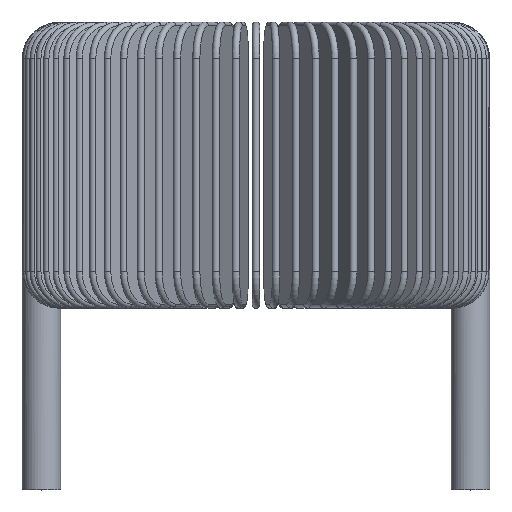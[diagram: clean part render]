
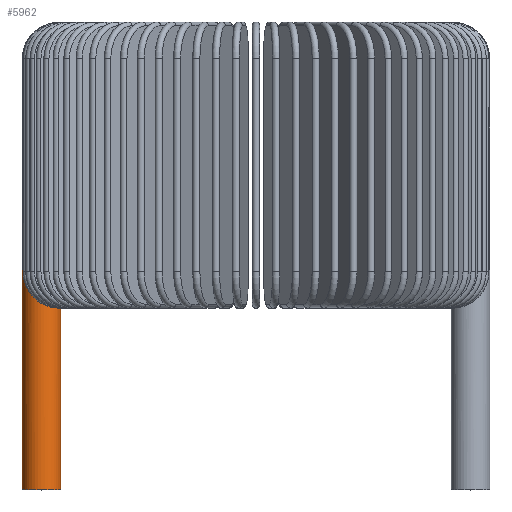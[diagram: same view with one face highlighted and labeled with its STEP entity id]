
A CAD part, top view. The second image highlights one B-rep face of the part: STEP entity #5962.
In plain terms, the highlighted cylindrical face has radius 0.673 mm (diameter 1.346 mm), a partial arc.
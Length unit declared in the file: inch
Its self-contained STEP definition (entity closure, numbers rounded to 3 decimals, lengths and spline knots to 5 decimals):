
#5121=CARTESIAN_POINT('',(-0.295,0.053,0.));
#5122=DIRECTION('',(0.,1.,0.));
#5123=DIRECTION('',(0.69,0.,0.724));
#5124=AXIS2_PLACEMENT_3D('',#5121,#5122,#5123);
#5126=CARTESIAN_POINT('',(-0.295,0.053,0.));
#5127=DIRECTION('',(0.,1.,0.));
#5128=DIRECTION('',(-1.,0.,0.));
#5129=AXIS2_PLACEMENT_3D('',#5126,#5127,#5128);
#5184=DIRECTION('',(0.,-1.,0.));
#5185=VECTOR('',#5184,0.25);
#5186=CARTESIAN_POINT('',(-0.2685,0.,0.));
#5187=LINE('',#5186,#5185);
#5290=DIRECTION('',(0.,-1.,0.));
#5291=VECTOR('',#5290,0.303);
#5292=CARTESIAN_POINT('',(-0.3215,0.053,0.));
#5293=LINE('',#5292,#5291);
#5329=DIRECTION('',(0.,1.,0.));
#5330=VECTOR('',#5329,0.048);
#5331=CARTESIAN_POINT('',(-0.26898,0.005,0.005));
#5332=LINE('',#5331,#5330);
#5372=CARTESIAN_POINT('',(-0.2685,0.,0.));
#5374=CARTESIAN_POINT('',(-0.2685,0.,0.));
#5375=CARTESIAN_POINT('',(-0.2685,0.,0.00035));
#5376=CARTESIAN_POINT('',(-0.26851,0.00007,
0.00104));
#5377=CARTESIAN_POINT('',(-0.26857,0.00038,0.002));
#5378=CARTESIAN_POINT('',(-0.26865,0.00086,
0.00286));
#5379=CARTESIAN_POINT('',(-0.26874,0.00148,
0.00359));
#5380=CARTESIAN_POINT('',(-0.26883,0.00222,
0.00419));
#5381=CARTESIAN_POINT('',(-0.26891,0.00309,
0.00465));
#5382=CARTESIAN_POINT('',(-0.26896,0.00403,
0.00494));
#5383=CARTESIAN_POINT('',(-0.26898,0.00468,0.005));
#5384=CARTESIAN_POINT('',(-0.26898,0.005,0.005));
#5396=CARTESIAN_POINT('',(-0.295,-0.25,0.));
#5397=DIRECTION('',(0.,1.,0.));
#5398=DIRECTION('',(-1.,0.,0.));
#5399=AXIS2_PLACEMENT_3D('',#5396,#5397,#5398);
#5405=DIRECTION('',(0.,1.,0.));
#5406=VECTOR('',#5405,0.04762);
#5407=CARTESIAN_POINT('',(-0.27673,0.00538,
0.01919));
#5408=LINE('',#5407,#5406);
#5450=DIRECTION('',(0.,1.,0.));
#5451=VECTOR('',#5450,0.02561);
#5452=CARTESIAN_POINT('',(-0.30966,0.02739,
0.02207));
#5453=LINE('',#5452,#5451);
#5454=CARTESIAN_POINT('',(-0.27673,0.00538,
0.01919));
#5455=CARTESIAN_POINT('',(-0.27673,0.00506,
0.01919));
#5456=CARTESIAN_POINT('',(-0.2768,0.00445,
0.01926));
#5457=CARTESIAN_POINT('',(-0.27709,0.0036,
0.01953));
#5458=CARTESIAN_POINT('',(-0.2776,0.00284,
0.01999));
#5459=CARTESIAN_POINT('',(-0.27832,0.00223,
0.0206));
#5460=CARTESIAN_POINT('',(-0.27927,0.00178,
0.02134));
#5461=CARTESIAN_POINT('',(-0.28044,0.00155,
0.02216));
#5462=CARTESIAN_POINT('',(-0.28178,0.00154,
0.02299));
#5463=CARTESIAN_POINT('',(-0.2833,0.00174,
0.0238));
#5464=CARTESIAN_POINT('',(-0.28504,0.00217,
0.02459));
#5465=CARTESIAN_POINT('',(-0.287,0.00282,
0.0253));
#5466=CARTESIAN_POINT('',(-0.28914,0.00368,
0.02588));
#5467=CARTESIAN_POINT('',(-0.29149,0.00475,
0.02631));
#5468=CARTESIAN_POINT('',(-0.2941,0.00606,
0.02653));
#5469=CARTESIAN_POINT('',(-0.29699,0.00768,
0.02648));
#5470=CARTESIAN_POINT('',(-0.30015,0.00975,
0.02606));
#5471=CARTESIAN_POINT('',(-0.30319,0.0123,
0.02526));
#5472=CARTESIAN_POINT('',(-0.3056,0.01508,
0.02432));
#5473=CARTESIAN_POINT('',(-0.30731,0.01786,
0.02349));
#5474=CARTESIAN_POINT('',(-0.30846,0.02054,
0.02284));
#5475=CARTESIAN_POINT('',(-0.30918,0.02304,
0.02239));
#5476=CARTESIAN_POINT('',(-0.30958,0.02533,
0.02213));
#5477=CARTESIAN_POINT('',(-0.30966,0.02673,
0.02207));
#5478=CARTESIAN_POINT('',(-0.30966,0.02739,
0.02207));
#5644=CARTESIAN_POINT('',(-0.2685,-0.25,0.));
#5645=CARTESIAN_POINT('',(-0.3215,-0.25,0.));
#5646=VERTEX_POINT('',#5644);
#5647=VERTEX_POINT('',#5645);
#5648=CARTESIAN_POINT('',(-0.3215,0.053,0.));
#5649=VERTEX_POINT('',#5648);
#5659=CARTESIAN_POINT('',(-0.26898,0.053,0.005));
#5661=VERTEX_POINT('',#5659);
#5662=CARTESIAN_POINT('',(-0.26898,0.005,0.005));
#5663=VERTEX_POINT('',#5662);
#5670=CARTESIAN_POINT('',(-0.27673,0.053,0.01919));
#5671=CARTESIAN_POINT('',(-0.30966,0.053,0.02207));
#5672=VERTEX_POINT('',#5670);
#5673=VERTEX_POINT('',#5671);
#5674=CARTESIAN_POINT('',(-0.30966,0.02739,
0.02207));
#5675=VERTEX_POINT('',#5674);
#5676=CARTESIAN_POINT('',(-0.27673,0.00538,
0.01919));
#5677=VERTEX_POINT('',#5676);
#5678=VERTEX_POINT('',#5372);
#5939=CARTESIAN_POINT('',(-0.295,0.053,0.));
#5940=DIRECTION('',(0.,1.,0.));
#5941=DIRECTION('',(1.,0.,0.));
#5942=AXIS2_PLACEMENT_3D('',#5939,#5940,#5941);
#5943=CYLINDRICAL_SURFACE('',#5942,0.0265);
#5945=ORIENTED_EDGE('',*,*,#5944,.F.);
#5947=ORIENTED_EDGE('',*,*,#5946,.F.);
#5948=ORIENTED_EDGE('',*,*,#5800,.T.);
#5950=ORIENTED_EDGE('',*,*,#5949,.F.);
#5951=ORIENTED_EDGE('',*,*,#5796,.F.);
#5952=ORIENTED_EDGE('',*,*,#5748,.T.);
#5954=ORIENTED_EDGE('',*,*,#5953,.F.);
#5956=ORIENTED_EDGE('',*,*,#5955,.F.);
#5958=ORIENTED_EDGE('',*,*,#5957,.T.);
#5959=ORIENTED_EDGE('',*,*,#5744,.T.);
#5960=EDGE_LOOP('',(#5945,#5947,#5948,#5950,#5951,#5952,#5954,#5956,#5958,
#5959));
#5961=FACE_OUTER_BOUND('',#5960,.F.);
#5125=CIRCLE('',#5124,0.0265);
#5130=CIRCLE('',#5129,0.0265);
#5385=B_SPLINE_CURVE_WITH_KNOTS('',3,(#5374,#5375,#5376,#5377,#5378,#5379,#5380,
#5381,#5382,#5383,#5384),.UNSPECIFIED.,.F.,.F.,(4,1,1,1,1,1,1,1,4),(0.,
0.125,0.25,0.375,0.5,0.625,0.75,0.875,1.),.UNSPECIFIED.);
#5400=CIRCLE('',#5399,0.0265);
#5479=B_SPLINE_CURVE_WITH_KNOTS('',3,(#5454,#5455,#5456,#5457,#5458,#5459,#5460,
#5461,#5462,#5463,#5464,#5465,#5466,#5467,#5468,#5469,#5470,#5471,#5472,#5473,
#5474,#5475,#5476,#5477,#5478),.UNSPECIFIED.,.F.,.F.,(4,1,1,1,1,1,1,1,1,1,1,1,1,
1,1,1,1,1,1,1,1,1,4),(0.,0.04545,0.09091,
0.13636,0.18182,0.22727,0.27273,
0.31818,0.36364,0.40909,0.45455,0.5,
0.54545,0.59091,0.63636,0.68182,
0.72727,0.77273,0.81818,0.86364,
0.90909,0.95455,1.),.UNSPECIFIED.);
#5744=EDGE_CURVE('',#5672,#5661,#5125,.T.);
#5748=EDGE_CURVE('',#5649,#5673,#5130,.T.);
#5796=EDGE_CURVE('',#5649,#5647,#5293,.T.);
#5800=EDGE_CURVE('',#5678,#5646,#5187,.T.);
#5944=EDGE_CURVE('',#5663,#5661,#5332,.T.);
#5946=EDGE_CURVE('',#5678,#5663,#5385,.T.);
#5949=EDGE_CURVE('',#5647,#5646,#5400,.T.);
#5953=EDGE_CURVE('',#5675,#5673,#5453,.T.);
#5955=EDGE_CURVE('',#5677,#5675,#5479,.T.);
#5957=EDGE_CURVE('',#5677,#5672,#5408,.T.);
#5962=ADVANCED_FACE('',(#5961),#5943,.T.);
